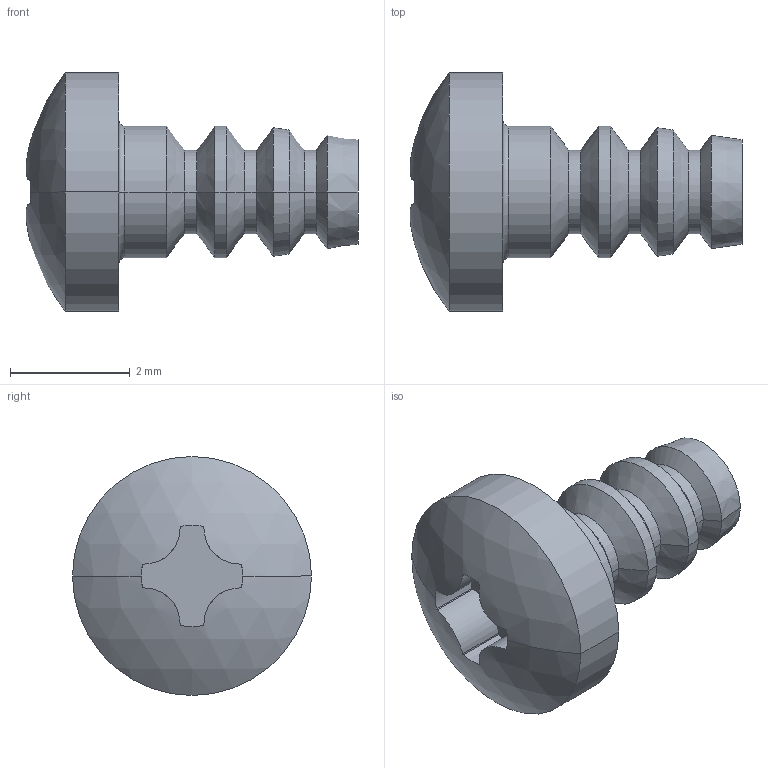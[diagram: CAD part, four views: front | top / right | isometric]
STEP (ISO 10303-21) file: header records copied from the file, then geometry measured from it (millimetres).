
FILE_DESCRIPTION (( 'STEP AP214' ), '1' );
FILE_NAME ('Cross recessed pan head tapping screws-F ST2.2×4自攻螺钉.step', '2016-10-28T04:21:41', ( 'dell' ), ( '' ), 'SwSTEP 2.0', 'SolidWorks 2013', '' );
FILE_SCHEMA (( 'AUTOMOTIVE_DESIGN' ));
Length unit declared in the file: millimetre
Products named in the file (1): Cross recessed pan head tapping screws-F  ST2.2×4自攻螺钉
Bounding box: 5.56 x 4 x 4 mm (x, y, z)
Volume: 25.6 mm3; surface area: 70.4 mm2
Topology: 1 solids, 1 shells, 52 faces, 119 edges, 70 vertices
Faces by surface type: cylinder 21, cone 16, plane 11, torus 2, sphere 2
Entity records: 1515 total; most frequent: DIRECTION 283, CARTESIAN_POINT 270, ORIENTED_EDGE 238, EDGE_CURVE 119, AXIS2_PLACEMENT_3D 115, VERTEX_POINT 70, CIRCLE 62, VECTOR 53
